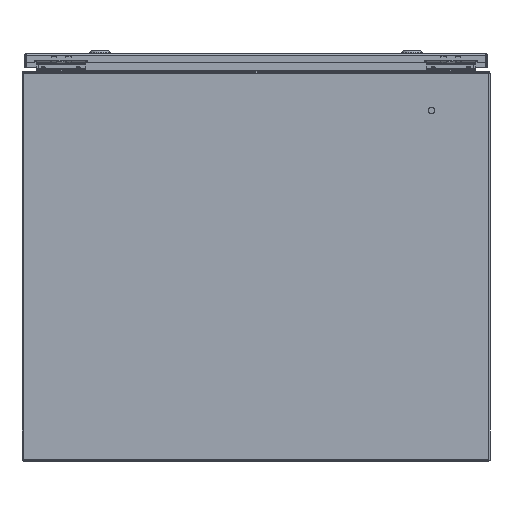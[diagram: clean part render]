
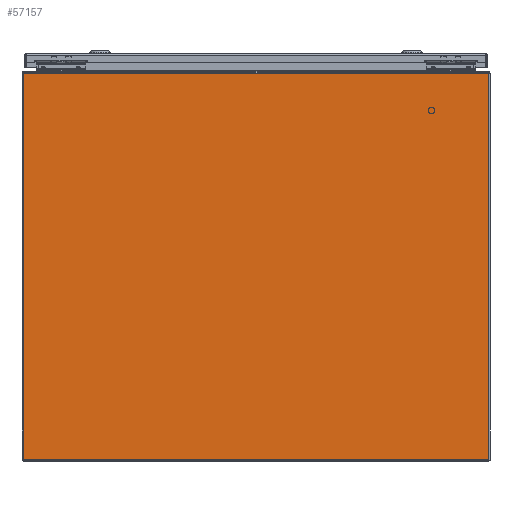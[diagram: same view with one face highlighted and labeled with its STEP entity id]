
A CAD part, front view. The second image highlights one B-rep face of the part: STEP entity #57157.
In plain terms, the highlighted planar face has unit normal (0, -1, 0).
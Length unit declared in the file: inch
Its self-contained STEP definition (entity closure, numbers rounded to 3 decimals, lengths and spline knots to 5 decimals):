
#3288 = LINE ( 'NONE', #71396, #65834 ) ;
#4727 = DIRECTION ( 'NONE',  ( 0., 1., 0. ) ) ;
#5392 = VERTEX_POINT ( 'NONE', #101508 ) ;
#6535 = EDGE_CURVE ( 'NONE', #5392, #81383, #12259, .T. ) ;
#10010 = FACE_OUTER_BOUND ( 'NONE', #40396, .T. ) ;
#10596 = ORIENTED_EDGE ( 'NONE', *, *, #43655, .F. ) ;
#12259 = LINE ( 'NONE', #88901, #35546 ) ;
#26744 = ORIENTED_EDGE ( 'NONE', *, *, #6535, .F. ) ;
#30909 = VECTOR ( 'NONE', #93324, 39.37008 ) ;
#32131 = CARTESIAN_POINT ( 'NONE',  ( 0., 0., 19.89475 ) ) ;
#32682 = VERTEX_POINT ( 'NONE', #32131 ) ;
#33384 = VERTEX_POINT ( 'NONE', #58765 ) ;
#35546 = VECTOR ( 'NONE', #64741, 39.37008 ) ;
#38330 = CARTESIAN_POINT ( 'NONE',  ( 11.926, 0., 19.89475 ) ) ;
#39093 = ORIENTED_EDGE ( 'NONE', *, *, #64114, .F. ) ;
#40396 = EDGE_LOOP ( 'NONE', ( #39093, #10596, #26744, #51178 ) ) ;
#42386 = DIRECTION ( 'NONE',  ( 0., 0., 1. ) ) ;
#43655 = EDGE_CURVE ( 'NONE', #81383, #33384, #3288, .T. ) ;
#50864 = LINE ( 'NONE', #67987, #98931 ) ;
#50896 = CARTESIAN_POINT ( 'NONE',  ( 23.852, 0., 0.10525 ) ) ;
#51178 = ORIENTED_EDGE ( 'NONE', *, *, #52647, .F. ) ;
#52647 = EDGE_CURVE ( 'NONE', #32682, #5392, #69048, .T. ) ;
#57157 = ADVANCED_FACE ( 'NONE', ( #10010 ), #98375, .F. ) ;
#58765 = CARTESIAN_POINT ( 'NONE',  ( 0., 0., 0.10525 ) ) ;
#60364 = DIRECTION ( 'NONE',  ( 0., 0., 1. ) ) ;
#64114 = EDGE_CURVE ( 'NONE', #33384, #32682, #50864, .T. ) ;
#64741 = DIRECTION ( 'NONE',  ( 0., 0., -1. ) ) ;
#65834 = VECTOR ( 'NONE', #87530, 39.37008 ) ;
#67987 = CARTESIAN_POINT ( 'NONE',  ( 0., 0., 0.10525 ) ) ;
#69048 = LINE ( 'NONE', #38330, #30909 ) ;
#71396 = CARTESIAN_POINT ( 'NONE',  ( 11.926, 0., 0.10525 ) ) ;
#81383 = VERTEX_POINT ( 'NONE', #50896 ) ;
#85365 = AXIS2_PLACEMENT_3D ( 'NONE', #90238, #4727, #42386 ) ;
#87530 = DIRECTION ( 'NONE',  ( -1., 0., 0. ) ) ;
#88901 = CARTESIAN_POINT ( 'NONE',  ( 23.852, 0., 0.10525 ) ) ;
#90238 = CARTESIAN_POINT ( 'NONE',  ( 11.926, 0., -11.88973 ) ) ;
#93324 = DIRECTION ( 'NONE',  ( 1., 0., 0. ) ) ;
#98375 = PLANE ( 'NONE',  #85365 ) ;
#98931 = VECTOR ( 'NONE', #60364, 39.37008 ) ;
#101508 = CARTESIAN_POINT ( 'NONE',  ( 23.852, 0., 19.89475 ) ) ;
